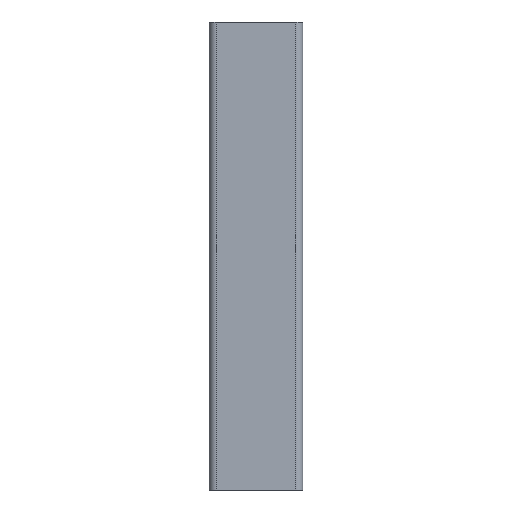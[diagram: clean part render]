
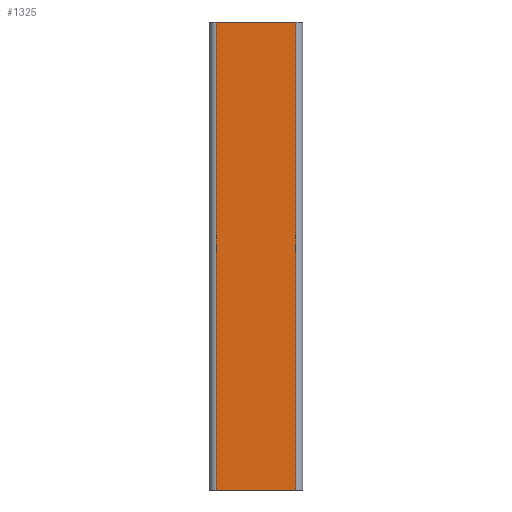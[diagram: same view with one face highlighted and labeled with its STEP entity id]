
A CAD part, front view. The second image highlights one B-rep face of the part: STEP entity #1325.
In plain terms, the highlighted planar face has unit normal (0, -1, 0).
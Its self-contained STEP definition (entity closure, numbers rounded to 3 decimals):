
#47=PLANE('',#1460);
#166=LINE('',#2219,#294);
#169=LINE('',#2228,#297);
#175=LINE('',#2246,#303);
#176=LINE('',#2248,#304);
#294=VECTOR('',#1819,17.);
#297=VECTOR('',#1828,100.);
#303=VECTOR('',#1852,100.);
#304=VECTOR('',#1855,17.);
#375=FACE_OUTER_BOUND('',#445,.T.);
#445=EDGE_LOOP('',(#1158,#1159,#1160,#1161));
#637=VERTEX_POINT('',#2216);
#638=VERTEX_POINT('',#2218);
#640=VERTEX_POINT('',#2224);
#644=VERTEX_POINT('',#2244);
#823=EDGE_CURVE('',#637,#638,#166,.T.);
#828=EDGE_CURVE('',#638,#640,#169,.T.);
#837=EDGE_CURVE('',#637,#644,#175,.T.);
#838=EDGE_CURVE('',#644,#640,#176,.T.);
#1158=ORIENTED_EDGE('',*,*,#838,.T.);
#1159=ORIENTED_EDGE('',*,*,#828,.F.);
#1160=ORIENTED_EDGE('',*,*,#823,.F.);
#1161=ORIENTED_EDGE('',*,*,#837,.T.);
#1325=ADVANCED_FACE('',(#375),#47,.T.);
#1460=AXIS2_PLACEMENT_3D('',#2247,#1853,#1854);
#1819=DIRECTION('',(-1.,0.,0.));
#1828=DIRECTION('',(0.,0.,1.));
#1852=DIRECTION('',(0.,0.,1.));
#1853=DIRECTION('center_axis',(0.,-1.,0.));
#1854=DIRECTION('ref_axis',(1.,0.,0.));
#1855=DIRECTION('',(-1.,0.,0.));
#2216=CARTESIAN_POINT('',(8.5,-10.,0.));
#2218=CARTESIAN_POINT('',(-8.5,-10.,0.));
#2219=CARTESIAN_POINT('',(-4.25,-10.,0.));
#2224=CARTESIAN_POINT('',(-8.5,-10.,100.));
#2228=CARTESIAN_POINT('',(-8.5,-10.,0.));
#2244=CARTESIAN_POINT('',(8.5,-10.,100.));
#2246=CARTESIAN_POINT('',(8.5,-10.,0.));
#2247=CARTESIAN_POINT('Origin',(-8.5,-10.,0.));
#2248=CARTESIAN_POINT('',(-4.25,-10.,100.));
